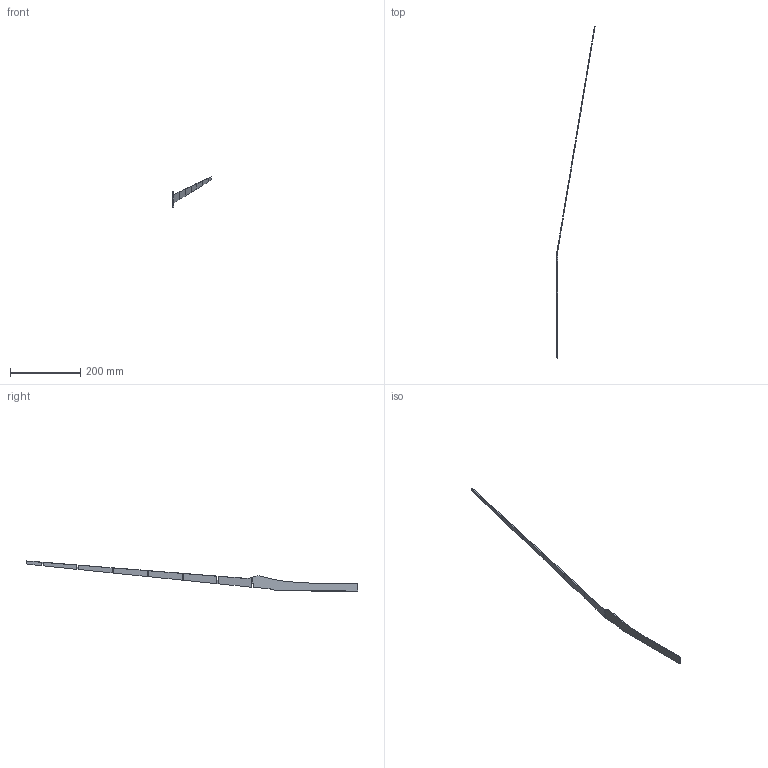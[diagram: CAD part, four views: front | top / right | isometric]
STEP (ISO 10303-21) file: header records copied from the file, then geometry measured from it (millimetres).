
FILE_DESCRIPTION(('CATIA V5 STEP Exchange'),'2;1');
FILE_NAME('BWB_Wing_front_spar.stp','2021-02-27T14:49:49+00:00',('none'),('none'),'CATIA Version 5 Release 21 GA (IN-10)','CATIA V5 STEP AP203','none');
FILE_SCHEMA(('CONFIG_CONTROL_DESIGN'));
Length unit declared in the file: millimetre
Products named in the file (1): BWB_Wing_front_spar
Bounding box: 109.12 x 944.81 x 85.74 mm (x, y, z)
Volume: 36432 mm3; surface area: 40585 mm2
Topology: 1 solids, 1 shells, 82 faces, 238 edges, 158 vertices
Faces by surface type: plane 63, bspline 18, cylinder 1
Entity records: 21090 total; most frequent: CARTESIAN_POINT 19245, ORIENTED_EDGE 476, EDGE_CURVE 238, DIRECTION 211, VERTEX_POINT 158, B_SPLINE_CURVE_WITH_KNOTS 131, VECTOR 107, LINE 107
